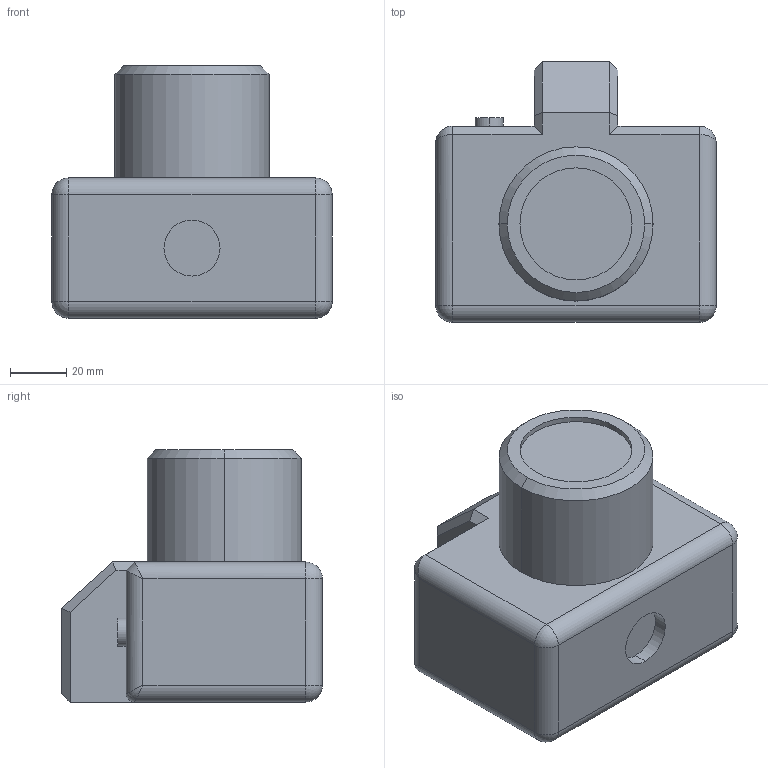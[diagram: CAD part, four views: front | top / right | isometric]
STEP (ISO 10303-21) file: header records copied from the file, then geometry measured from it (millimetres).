
FILE_DESCRIPTION (( 'STEP AP203' ), '1' );
FILE_NAME ('camera_默认_sldprt.STEP', '2021-09-08T14:08:38', ( '' ), ( '' ), 'SwSTEP 2.0', 'SolidWorks 2020', '' );
FILE_SCHEMA (( 'CONFIG_CONTROL_DESIGN' ));
Length unit declared in the file: millimetre
Products named in the file (1): camera_默认_sldprt
Bounding box: 100 x 93 x 90 mm (x, y, z)
Volume: 459398.8 mm3; surface area: 39440.5 mm2
Topology: 1 solids, 1 shells, 76 faces, 166 edges, 90 vertices
Faces by surface type: cylinder 36, plane 30, sphere 4, bspline 4, cone 2
Entity records: 2457 total; most frequent: CARTESIAN_POINT 843, ORIENTED_EDGE 316, DIRECTION 312, EDGE_CURVE 158, AXIS2_PLACEMENT_3D 107, LINE 98, VECTOR 98, VERTEX_POINT 90
